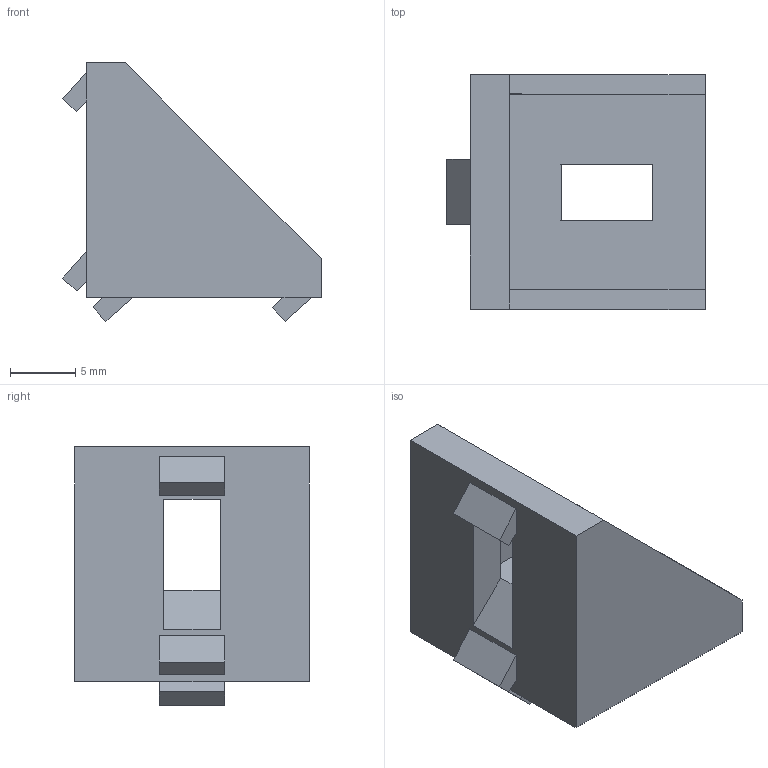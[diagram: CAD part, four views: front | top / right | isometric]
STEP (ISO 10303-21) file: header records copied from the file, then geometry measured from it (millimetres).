
FILE_DESCRIPTION(/* description */ (''),/* implementation_level */ '2;1');
FILE_NAME(/* name */ 'corner bracket for 20x20 rail v1.step',/* time_stamp */ '2024-03-11T22:15:51+01:00',/* author */ (''),/* organization */ (''),/* preprocessor_version */ 'ST-DEVELOPER v20',/* originating_system */ 'Autodesk Translation Framework v12.20.1.177',/* authorisation */ '');
FILE_SCHEMA (('AUTOMOTIVE_DESIGN { 1 0 10303 214 3 1 1 }'));
Length unit declared in the file: millimetre
Products named in the file (2): corner bracket for 20x20 rail; 5537T81_T-Slotted Framing
Assembly tree (1 placements, depth 2):
  corner bracket for 20x20 rail
    5537T81_T-Slotted Framing
Bounding box: 19.8 x 18 x 19.8 mm (x, y, z)
Volume: 1956.8 mm3; surface area: 2016.4 mm2
Topology: 1 solids, 1 shells, 40 faces, 98 edges, 64 vertices
Faces by surface type: plane 40
Entity records: 1218 total; most frequent: CARTESIAN_POINT 205, ORIENTED_EDGE 196, DIRECTION 184, LINE 98, VECTOR 98, EDGE_CURVE 98, VERTEX_POINT 64, EDGE_LOOP 48
